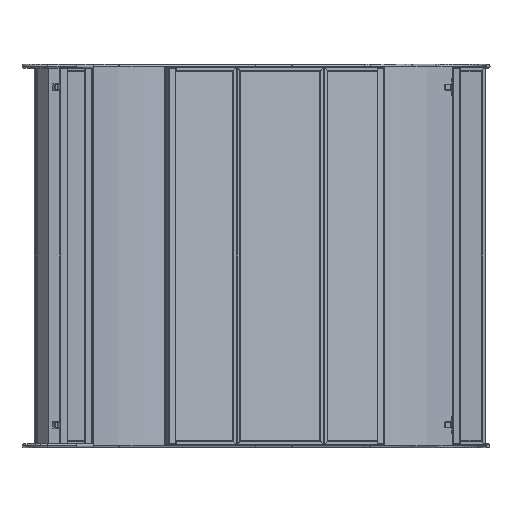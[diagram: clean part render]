
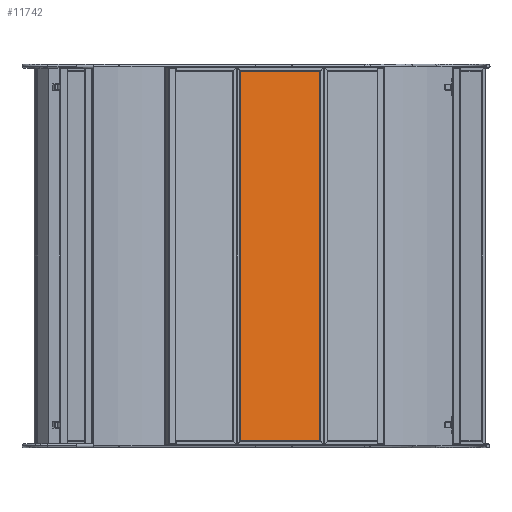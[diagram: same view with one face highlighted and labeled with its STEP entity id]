
A CAD part, front view. The second image highlights one B-rep face of the part: STEP entity #11742.
In plain terms, the highlighted face is planar.
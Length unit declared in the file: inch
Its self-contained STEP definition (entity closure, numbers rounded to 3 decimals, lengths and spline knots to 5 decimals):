
#1882 = ORIENTED_EDGE ( 'NONE', *, *, #32844, .F. ) ;
#2856 = CARTESIAN_POINT ( 'NONE',  ( -44.8622, -0.0598, -11.91236 ) ) ;
#3738 = EDGE_LOOP ( 'NONE', ( #1882, #21748, #5372, #24211 ) ) ;
#5372 = ORIENTED_EDGE ( 'NONE', *, *, #36444, .F. ) ;
#5514 = VERTEX_POINT ( 'NONE', #20461 ) ;
#7711 = VECTOR ( 'NONE', #8558, 39.37008 ) ;
#8558 = DIRECTION ( 'NONE',  ( -1., 0., 0. ) ) ;
#11742 = ADVANCED_FACE ( 'NONE', ( #25133 ), #13663, .F. ) ;
#12114 = CARTESIAN_POINT ( 'NONE',  ( 44.8622, -0.0598, 11.8622 ) ) ;
#12642 = CARTESIAN_POINT ( 'NONE',  ( -44.8622, -0.0598, -11.8622 ) ) ;
#13663 = PLANE ( 'NONE',  #20134 ) ;
#14417 = DIRECTION ( 'NONE',  ( 1., 0., 0. ) ) ;
#16627 = CARTESIAN_POINT ( 'NONE',  ( 0., -0.0598, 0. ) ) ;
#16913 = VERTEX_POINT ( 'NONE', #12642 ) ;
#17516 = DIRECTION ( 'NONE',  ( 0., 0., -1. ) ) ;
#18675 = VECTOR ( 'NONE', #17516, 39.37008 ) ;
#19258 = EDGE_CURVE ( 'NONE', #20987, #5514, #31604, .T. ) ;
#19336 = VERTEX_POINT ( 'NONE', #34751 ) ;
#19835 = DIRECTION ( 'NONE',  ( 0., 0., 1. ) ) ;
#20134 = AXIS2_PLACEMENT_3D ( 'NONE', #16627, #27554, #36093 ) ;
#20364 = CARTESIAN_POINT ( 'NONE',  ( -44.91236, -0.0598, 11.8622 ) ) ;
#20461 = CARTESIAN_POINT ( 'NONE',  ( 44.8622, -0.0598, -11.8622 ) ) ;
#20987 = VERTEX_POINT ( 'NONE', #12114 ) ;
#21748 = ORIENTED_EDGE ( 'NONE', *, *, #29091, .F. ) ;
#22625 = LINE ( 'NONE', #2856, #28414 ) ;
#22641 = LINE ( 'NONE', #23008, #7711 ) ;
#23008 = CARTESIAN_POINT ( 'NONE',  ( 44.91236, -0.0598, -11.8622 ) ) ;
#23259 = CARTESIAN_POINT ( 'NONE',  ( 44.8622, -0.0598, 11.91236 ) ) ;
#24211 = ORIENTED_EDGE ( 'NONE', *, *, #19258, .F. ) ;
#25133 = FACE_OUTER_BOUND ( 'NONE', #3738, .T. ) ;
#26113 = LINE ( 'NONE', #20364, #34737 ) ;
#27554 = DIRECTION ( 'NONE',  ( 0., 1., 0. ) ) ;
#28414 = VECTOR ( 'NONE', #19835, 39.37008 ) ;
#29091 = EDGE_CURVE ( 'NONE', #16913, #19336, #22625, .T. ) ;
#31604 = LINE ( 'NONE', #23259, #18675 ) ;
#32844 = EDGE_CURVE ( 'NONE', #19336, #20987, #26113, .T. ) ;
#34737 = VECTOR ( 'NONE', #14417, 39.37008 ) ;
#34751 = CARTESIAN_POINT ( 'NONE',  ( -44.8622, -0.0598, 11.8622 ) ) ;
#36093 = DIRECTION ( 'NONE',  ( 0., 0., 1. ) ) ;
#36444 = EDGE_CURVE ( 'NONE', #5514, #16913, #22641, .T. ) ;
